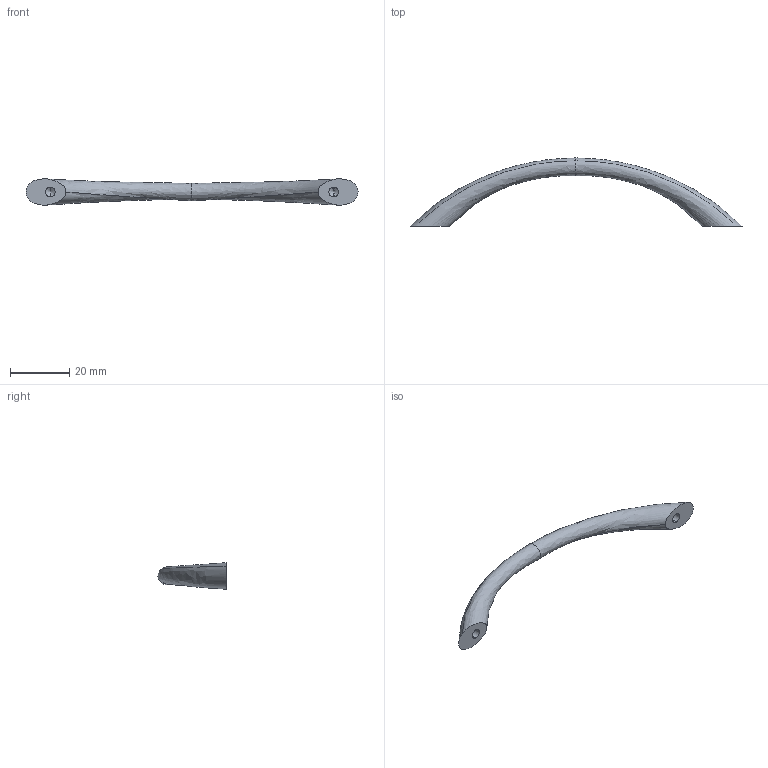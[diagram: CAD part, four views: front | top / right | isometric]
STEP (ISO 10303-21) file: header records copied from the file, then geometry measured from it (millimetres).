
FILE_DESCRIPTION (( 'STEP AP214' ), '1' );
FILE_NAME ('F001744,F001746,F001748_3D.step', '2022-07-07T08:07:57', ( '' ), ( '' ), 'SwSTEP 2.0', 'SolidWorks 2020', '' );
FILE_SCHEMA (( 'AUTOMOTIVE_DESIGN' ));
Length unit declared in the file: millimetre
Products named in the file (1): F001744,F001746,F001748_3D
Bounding box: 112.5 x 23.08 x 8.96 mm (x, y, z)
Volume: 4057.9 mm3; surface area: 2677.4 mm2
Topology: 1 solids, 1 shells, 14 faces, 30 edges, 16 vertices
Faces by surface type: cylinder 4, cone 4, bspline 4, plane 2
Entity records: 1730 total; most frequent: CARTESIAN_POINT 1389, ORIENTED_EDGE 52, DIRECTION 50, EDGE_CURVE 26, AXIS2_PLACEMENT_3D 21, VERTEX_POINT 16, EDGE_LOOP 16, FACE_OUTER_BOUND 14
